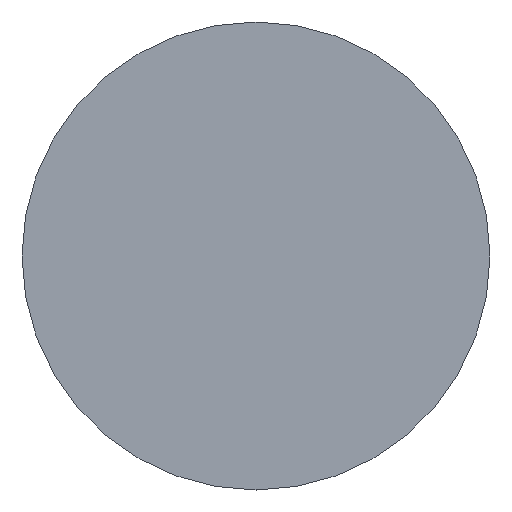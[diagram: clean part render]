
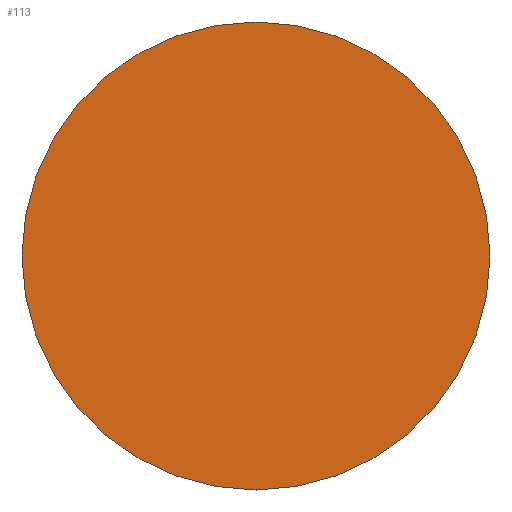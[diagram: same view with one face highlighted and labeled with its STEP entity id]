
A CAD part, front view. The second image highlights one B-rep face of the part: STEP entity #113.
In plain terms, the highlighted planar face has unit normal (0, -1, 0).
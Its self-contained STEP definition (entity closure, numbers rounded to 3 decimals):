
#35=FACE_OUTER_BOUND('',#43,.T.);
#43=EDGE_LOOP('',(#86));
#49=CIRCLE('',#141,3.25);
#54=VERTEX_POINT('',#186);
#63=EDGE_CURVE('',#54,#54,#49,.T.);
#86=ORIENTED_EDGE('',*,*,#63,.T.);
#101=PLANE('',#145);
#113=ADVANCED_FACE('',(#35),#101,.T.);
#141=AXIS2_PLACEMENT_3D('',#187,#159,#160);
#145=AXIS2_PLACEMENT_3D('',#195,#169,#170);
#159=DIRECTION('center_axis',(0.,-1.,0.));
#160=DIRECTION('ref_axis',(1.,0.,0.));
#169=DIRECTION('center_axis',(0.,-1.,0.));
#170=DIRECTION('ref_axis',(0.,0.,-1.));
#186=CARTESIAN_POINT('',(-10.185,-8.315,11.522));
#187=CARTESIAN_POINT('Origin',(-6.935,-8.315,11.522));
#195=CARTESIAN_POINT('Origin',(-6.935,-8.315,11.522));
